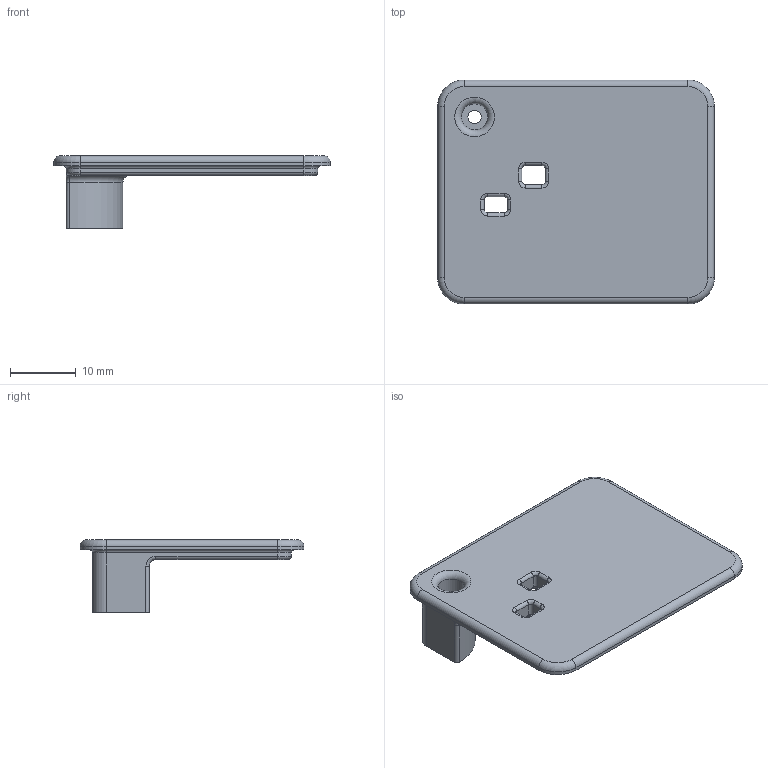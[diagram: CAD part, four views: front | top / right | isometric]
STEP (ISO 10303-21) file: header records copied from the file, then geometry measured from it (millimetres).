
FILE_DESCRIPTION(('FreeCAD Model'),'2;1');
FILE_NAME('Open CASCADE Shape Model','2025-09-30T16:05:44',(''),(''), 'Open CASCADE STEP processor 7.8','FreeCAD','Unknown');
FILE_SCHEMA(('AUTOMOTIVE_DESIGN { 1 0 10303 214 1 1 1 1 }'));
Length unit declared in the file: millimetre
Products named in the file (1): Fillet014
Bounding box: 42 x 34 x 11 mm (x, y, z)
Volume: 4123.4 mm3; surface area: 3493 mm2
Topology: 1 solids, 1 shells, 101 faces, 232 edges, 135 vertices
Faces by surface type: cylinder 49, torus 29, plane 21, bspline 2
Full cylindrical faces by diameter (mm): 2 x1, 4 x1
Entity records: 3066 total; most frequent: CARTESIAN_POINT 687, DIRECTION 552, ORIENTED_EDGE 464, EDGE_CURVE 232, AXIS2_PLACEMENT_3D 226, VERTEX_POINT 135, CIRCLE 126, FACE_BOUND 109
